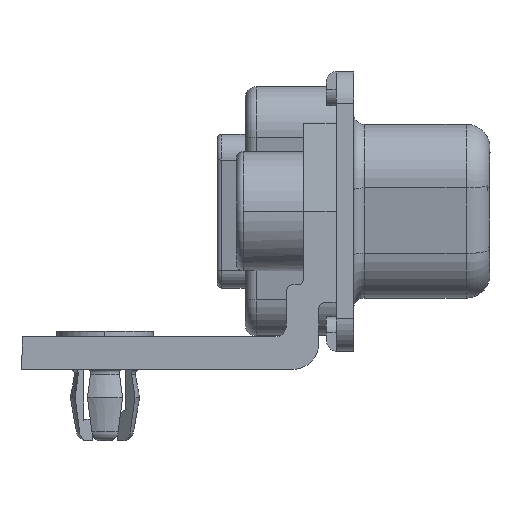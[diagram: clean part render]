
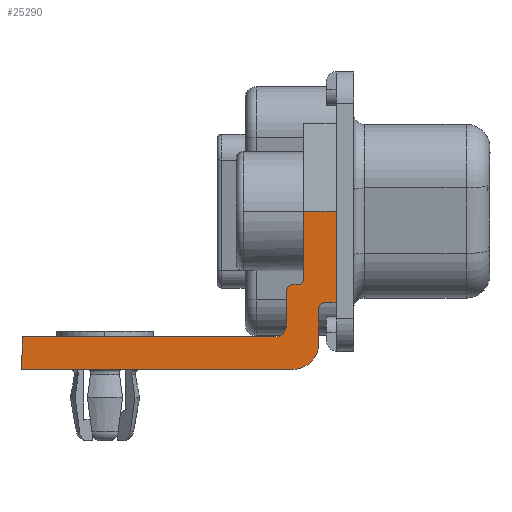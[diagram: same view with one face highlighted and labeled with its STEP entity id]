
A CAD part, left-side view. The second image highlights one B-rep face of the part: STEP entity #25290.
In plain terms, the highlighted face is planar.
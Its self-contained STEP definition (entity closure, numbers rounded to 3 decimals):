
#14280=CARTESIAN_POINT('',(-215.936,216.007,-1.64));
#14290=VERTEX_POINT('',#14280);
#14320=CARTESIAN_POINT('',(-194.125,216.007,
-1.64));
#14330=DIRECTION('',(-1.,0.,0.));
#14340=VECTOR('',#14330,1.);
#14350=LINE('',#14320,#14340);
#14360=CARTESIAN_POINT('',(-219.036,216.007,-1.64));
#14370=VERTEX_POINT('',#14360);
#14380=EDGE_CURVE('',#14290,#14370,#14350,.T.);
#24060=CARTESIAN_POINT('',(-221.436,216.007,-0.24));
#24070=DIRECTION('',(0.,1.,0.));
#24080=DIRECTION('',(-1.,0.,0.));
#24090=AXIS2_PLACEMENT_3D('',#24060,#24070,#24080);
#24100=PLANE('',#24090);
#24110=CARTESIAN_POINT('',(-220.136,216.007,0.));
#24120=DIRECTION('',(0.,0.,1.));
#24130=VECTOR('',#24120,1.);
#24140=LINE('',#24110,#24130);
#24150=CARTESIAN_POINT('',(-220.136,216.007,-0.64));
#24160=VERTEX_POINT('',#24150);
#24170=CARTESIAN_POINT('',(-220.136,216.007,-0.14));
#24180=VERTEX_POINT('',#24170);
#24190=EDGE_CURVE('',#24160,#24180,#24140,.T.);
#24200=ORIENTED_EDGE('',*,*,#24190,.T.);
#24210=CARTESIAN_POINT('',(-220.436,216.007,-0.64));
#24220=DIRECTION('',(0.,1.,0.));
#24230=DIRECTION('',(0.,0.,-1.));
#24240=AXIS2_PLACEMENT_3D('',#24210,#24220,#24230);
#24250=CIRCLE('',#24240,0.3);
#24260=CARTESIAN_POINT('',(-220.436,216.007,-0.94));
#24270=VERTEX_POINT('',#24260);
#24280=EDGE_CURVE('',#24160,#24270,#24250,.T.);
#24290=ORIENTED_EDGE('',*,*,#24280,.F.);
#24300=CARTESIAN_POINT('',(-194.125,216.007,
-0.94));
#24310=DIRECTION('',(1.,0.,0.));
#24320=VECTOR('',#24310,1.);
#24330=LINE('',#24300,#24320);
#24340=CARTESIAN_POINT('',(-222.036,216.007,-0.94));
#24350=VERTEX_POINT('',#24340);
#24360=EDGE_CURVE('',#24350,#24270,#24330,.T.);
#24370=ORIENTED_EDGE('',*,*,#24360,.T.);
#24380=CARTESIAN_POINT('',(-222.036,216.007,-2.14));
#24390=DIRECTION('',(0.,-1.,0.));
#24400=DIRECTION('',(0.,0.,1.));
#24410=AXIS2_PLACEMENT_3D('',#24380,#24390,#24400);
#24420=CIRCLE('',#24410,1.2);
#24430=CARTESIAN_POINT('',(-223.236,216.007,-2.14));
#24440=VERTEX_POINT('',#24430);
#24450=EDGE_CURVE('',#24350,#24440,#24420,.T.);
#24460=ORIENTED_EDGE('',*,*,#24450,.F.);
#24470=CARTESIAN_POINT('',(-223.236,216.007,0.));
#24480=DIRECTION('',(0.,0.,1.));
#24490=VECTOR('',#24480,1.);
#24500=LINE('',#24470,#24490);
#24510=CARTESIAN_POINT('',(-223.236,216.007,-14.64));
#24520=VERTEX_POINT('',#24510);
#24530=EDGE_CURVE('',#24520,#24440,#24500,.T.);
#24540=ORIENTED_EDGE('',*,*,#24530,.T.);
#24550=CARTESIAN_POINT('',(-194.125,216.007,-14.64));
#24560=DIRECTION('',(-1.,0.,0.));
#24570=VECTOR('',#24560,1.);
#24580=LINE('',#24550,#24570);
#24590=CARTESIAN_POINT('',(-221.736,216.007,-14.64));
#24600=VERTEX_POINT('',#24590);
#24610=EDGE_CURVE('',#24600,#24520,#24580,.T.);
#24620=ORIENTED_EDGE('',*,*,#24610,.T.);
#24630=CARTESIAN_POINT('',(-221.736,216.007,0.));
#24640=DIRECTION('',(0.,0.,-1.));
#24650=VECTOR('',#24640,1.);
#24660=LINE('',#24630,#24650);
#24670=CARTESIAN_POINT('',(-221.736,216.007,-2.94));
#24680=VERTEX_POINT('',#24670);
#24690=EDGE_CURVE('',#24680,#24600,#24660,.T.);
#24700=ORIENTED_EDGE('',*,*,#24690,.T.);
#24710=CARTESIAN_POINT('',(-221.236,216.007,-2.94));
#24720=DIRECTION('',(0.,1.,0.));
#24730=DIRECTION('',(0.,0.,1.));
#24740=AXIS2_PLACEMENT_3D('',#24710,#24720,#24730);
#24750=CIRCLE('',#24740,0.5);
#24760=CARTESIAN_POINT('',(-221.236,216.007,-2.44));
#24770=VERTEX_POINT('',#24760);
#24780=EDGE_CURVE('',#24680,#24770,#24750,.T.);
#24790=ORIENTED_EDGE('',*,*,#24780,.F.);
#24800=CARTESIAN_POINT('',(-221.236,216.007,-2.44));
#24810=DIRECTION('',(1.,0.,0.));
#24820=VECTOR('',#24810,1.);
#24830=LINE('',#24800,#24820);
#24840=CARTESIAN_POINT('',(-219.636,216.007,-2.44));
#24850=VERTEX_POINT('',#24840);
#24860=EDGE_CURVE('',#24770,#24850,#24830,.T.);
#24870=ORIENTED_EDGE('',*,*,#24860,.F.);
#24880=CARTESIAN_POINT('',(-219.636,216.007,-2.14));
#24890=DIRECTION('',(0.,-1.,0.));
#24900=DIRECTION('',(0.,0.,-1.));
#24910=AXIS2_PLACEMENT_3D('',#24880,#24890,#24900);
#24920=CIRCLE('',#24910,0.3);
#24930=CARTESIAN_POINT('',(-219.336,216.007,-2.14));
#24940=VERTEX_POINT('',#24930);
#24950=EDGE_CURVE('',#24850,#24940,#24920,.T.);
#24960=ORIENTED_EDGE('',*,*,#24950,.F.);
#24970=CARTESIAN_POINT('',(-219.336,216.007,-2.14));
#24980=DIRECTION('',(0.,0.,1.));
#24990=VECTOR('',#24980,1.);
#25000=LINE('',#24970,#24990);
#25010=CARTESIAN_POINT('',(-219.336,216.007,-1.94));
#25020=VERTEX_POINT('',#25010);
#25030=EDGE_CURVE('',#24940,#25020,#25000,.T.);
#25040=ORIENTED_EDGE('',*,*,#25030,.F.);
#25050=CARTESIAN_POINT('',(-219.036,216.007,-1.94));
#25060=DIRECTION('',(0.,1.,0.));
#25070=DIRECTION('',(0.,0.,1.));
#25080=AXIS2_PLACEMENT_3D('',#25050,#25060,#25070);
#25090=CIRCLE('',#25080,0.3);
#25100=EDGE_CURVE('',#25020,#14370,#25090,.T.);
#25110=ORIENTED_EDGE('',*,*,#25100,.F.);
#25120=ORIENTED_EDGE('',*,*,#14380,.T.);
#25130=CARTESIAN_POINT('',(-215.936,216.007,0.));
#25140=DIRECTION('',(0.,0.,-1.));
#25150=VECTOR('',#25140,1.);
#25160=LINE('',#25130,#25150);
#25170=CARTESIAN_POINT('',(-215.936,216.007,
-0.14));
#25180=VERTEX_POINT('',#25170);
#25190=EDGE_CURVE('',#25180,#14290,#25160,.T.);
#25200=ORIENTED_EDGE('',*,*,#25190,.T.);
#25210=CARTESIAN_POINT('',(-194.125,216.007,
-0.14));
#25220=DIRECTION('',(-1.,0.,0.));
#25230=VECTOR('',#25220,1.);
#25240=LINE('',#25210,#25230);
#25250=EDGE_CURVE('',#25180,#24180,#25240,.T.);
#25260=ORIENTED_EDGE('',*,*,#25250,.F.);
#25270=EDGE_LOOP('',(#25260,#25200,#25120,#25110,#25040,#24960,#24870,
#24790,#24700,#24620,#24540,#24460,#24370,#24290,#24200));
#25280=FACE_OUTER_BOUND('',#25270,.T.);
#25290=ADVANCED_FACE('',(#25280),#24100,.T.);
